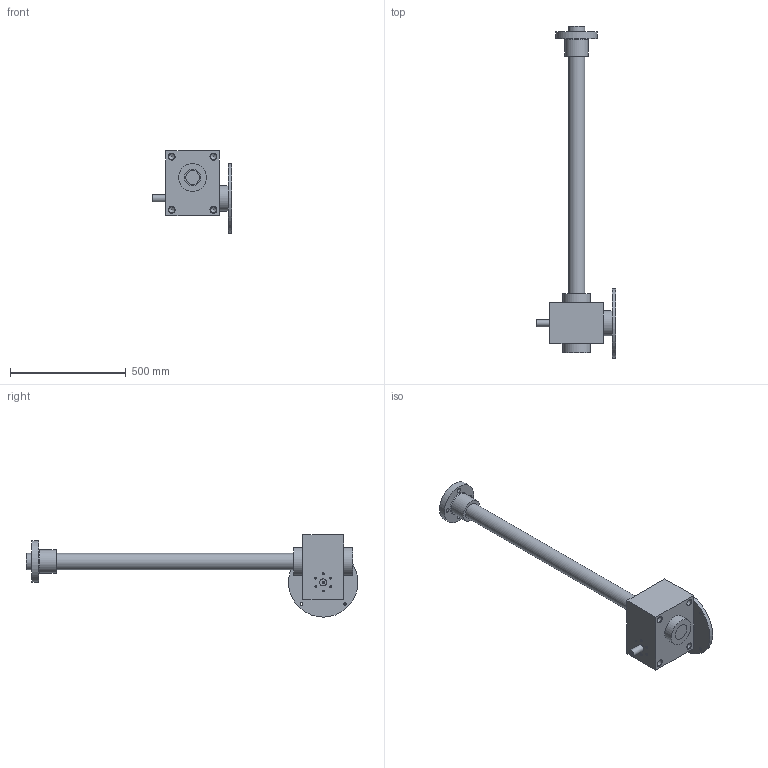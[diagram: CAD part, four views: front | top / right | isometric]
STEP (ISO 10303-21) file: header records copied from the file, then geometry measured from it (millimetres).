
FILE_DESCRIPTION( ( 'STEP AP214' ), ' ' );
FILE_NAME( 'TPR7010_MBD_132_B5_R.1_5_C.1000_-_-_-_-_-_-.stp', '2017-08-20T12:21:09', ( '' ), ( '' ), ' ', 'PARTsolutions', ' ' );
FILE_SCHEMA( ( 'AUTOMOTIVE_DESIGN { 1 0 10303 214 1 1 1 1 }' ) );
Length unit declared in the file: millimetre
Products named in the file (6): TPR7010_MBD_132/B5_R.1/5_C.1000_-_-_-_-_-_-; _TPR7010_4_1_1_1_tpr_1; _TPR7010-2; _TPR7010_1000_11-_tpr_3; _TPR7010_1000_1_tpr_4; _7010_11-fl
Assembly tree (5 placements, depth 2):
  TPR7010_MBD_132/B5_R.1/5_C.1000_-_-_-_-_-_-
    _TPR7010_4_1_1_1_tpr_1
    _TPR7010-2
    _TPR7010_1000_11-_tpr_3
    _TPR7010_1000_1_tpr_4
    _7010_11-fl
Bounding box: 345 x 1433 x 355 mm (x, y, z)
Volume: 19014299.4 mm3; surface area: 1053801.5 mm2
Topology: 5 solids, 5 shells, 215 faces, 533 edges, 344 vertices
Faces by surface type: plane 101, cylinder 71, cone 42, torus 1
Full cylindrical faces by diameter (mm): 6.647 x6, 8.376 x1, 10.106 x4, 18 x4, 26.211 x8, 30 x2, 55 x1, 60 x2, 70 x1, 100 x1, 110 x1, 120 x2, 180 x1, 230 x1, 300 x1
Entity records: 7736 total; most frequent: CARTESIAN_POINT 1048, DIRECTION 1038, ORIENTED_EDGE 860, EDGE_CURVE 430, AXIS2_PLACEMENT_3D 389, VERTEX_POINT 335, EDGE_LOOP 332, LINE 260
